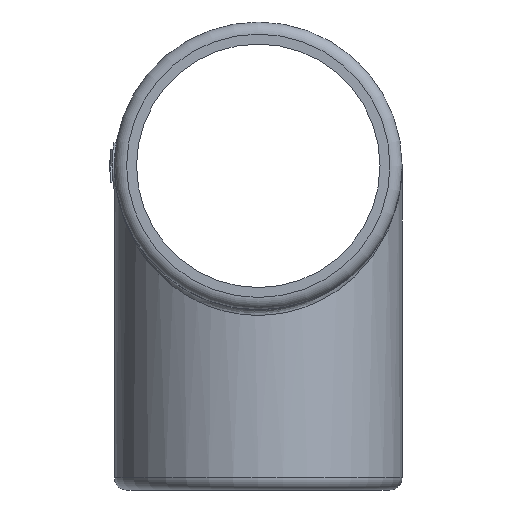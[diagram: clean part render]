
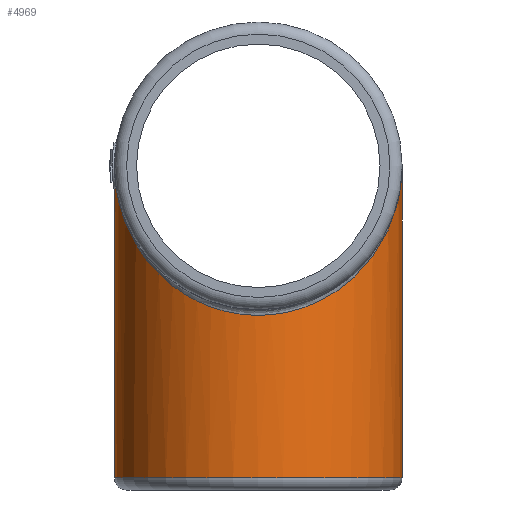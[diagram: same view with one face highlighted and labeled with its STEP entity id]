
A CAD part, left-side view. The second image highlights one B-rep face of the part: STEP entity #4969.
In plain terms, the highlighted cylindrical face has radius 18.9 mm (diameter 37.8 mm), a full revolution.
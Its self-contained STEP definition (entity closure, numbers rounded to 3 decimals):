
#177 = CARTESIAN_POINT ( 'NONE',  ( 0., -18.9, 0. ) ) ;
#322 = AXIS2_PLACEMENT_3D ( 'NONE', #3049, #2197, #1312 ) ;
#455 =( BOUNDED_CURVE ( )  B_SPLINE_CURVE ( 3, ( #1815, #1359, #3949, #2253 ),
 .UNSPECIFIED., .F., .F. ) 
 B_SPLINE_CURVE_WITH_KNOTS ( ( 4, 4 ),
 ( 1.571, 4.712 ),
 .UNSPECIFIED. ) 
 CURVE ( )  GEOMETRIC_REPRESENTATION_ITEM ( )  RATIONAL_B_SPLINE_CURVE ( ( 1., 0.333, 0.333, 1. ) ) 
 REPRESENTATION_ITEM ( '' )  );
#638 = EDGE_CURVE ( 'NONE', #1534, #2925, #455, .T. ) ;
#885 = CARTESIAN_POINT ( 'NONE',  ( -37.8, -18.9, -39.3 ) ) ;
#998 = CYLINDRICAL_SURFACE ( 'NONE', #322, 18.9 ) ;
#1196 = EDGE_CURVE ( 'NONE', #1677, #1677, #5442, .T. ) ;
#1312 = DIRECTION ( 'NONE',  ( -1., 0., 0. ) ) ;
#1359 = CARTESIAN_POINT ( 'NONE',  ( 37.8, 18.9, -39.3 ) ) ;
#1534 = VERTEX_POINT ( 'NONE', #5113 ) ;
#1677 = VERTEX_POINT ( 'NONE', #2728 ) ;
#1777 = CARTESIAN_POINT ( 'NONE',  ( 0., 18.9, 0. ) ) ;
#1815 = CARTESIAN_POINT ( 'NONE',  ( 0., 18.9, 0. ) ) ;
#2197 = DIRECTION ( 'NONE',  ( 0., 0., -1. ) ) ;
#2253 = CARTESIAN_POINT ( 'NONE',  ( 0., -18.9, 0. ) ) ;
#2307 = DIRECTION ( 'NONE',  ( 0., 0., 1. ) ) ;
#2728 = CARTESIAN_POINT ( 'NONE',  ( 18.9, 0., -41. ) ) ;
#2925 = VERTEX_POINT ( 'NONE', #177 ) ;
#3049 = CARTESIAN_POINT ( 'NONE',  ( 0., 0., 500000. ) ) ;
#3163 = EDGE_LOOP ( 'NONE', ( #3591 ) ) ;
#3295 = ORIENTED_EDGE ( 'NONE', *, *, #638, .T. ) ;
#3591 = ORIENTED_EDGE ( 'NONE', *, *, #1196, .T. ) ;
#3778 = ORIENTED_EDGE ( 'NONE', *, *, #4983, .T. ) ;
#3913 = CARTESIAN_POINT ( 'NONE',  ( 0., -18.9, 0. ) ) ;
#3949 = CARTESIAN_POINT ( 'NONE',  ( 37.8, -18.9, -39.3 ) ) ;
#4352 = CARTESIAN_POINT ( 'NONE',  ( -37.8, 18.9, -39.3 ) ) ;
#4444 = FACE_OUTER_BOUND ( 'NONE', #3163, .T. ) ;
#4534 = AXIS2_PLACEMENT_3D ( 'NONE', #4879, #2307, #5315 ) ;
#4640 = EDGE_LOOP ( 'NONE', ( #3295, #3778 ) ) ;
#4879 = CARTESIAN_POINT ( 'NONE',  ( 0., 0., -41. ) ) ;
#4969 = ADVANCED_FACE ( 'NONE', ( #4444, #5592 ), #998, .T. ) ;
#4983 = EDGE_CURVE ( 'NONE', #2925, #1534, #5144, .T. ) ;
#5113 = CARTESIAN_POINT ( 'NONE',  ( 0., 18.9, 0. ) ) ;
#5144 =( BOUNDED_CURVE ( )  B_SPLINE_CURVE ( 3, ( #3913, #885, #4352, #1777 ),
 .UNSPECIFIED., .F., .F. ) 
 B_SPLINE_CURVE_WITH_KNOTS ( ( 4, 4 ),
 ( 4.712, 7.854 ),
 .UNSPECIFIED. ) 
 CURVE ( )  GEOMETRIC_REPRESENTATION_ITEM ( )  RATIONAL_B_SPLINE_CURVE ( ( 1., 0.333, 0.333, 1. ) ) 
 REPRESENTATION_ITEM ( '' )  );
#5315 = DIRECTION ( 'NONE',  ( 1., 0., 0. ) ) ;
#5442 = CIRCLE ( 'NONE', #4534, 18.9 ) ;
#5592 = FACE_OUTER_BOUND ( 'NONE', #4640, .T. ) ;
